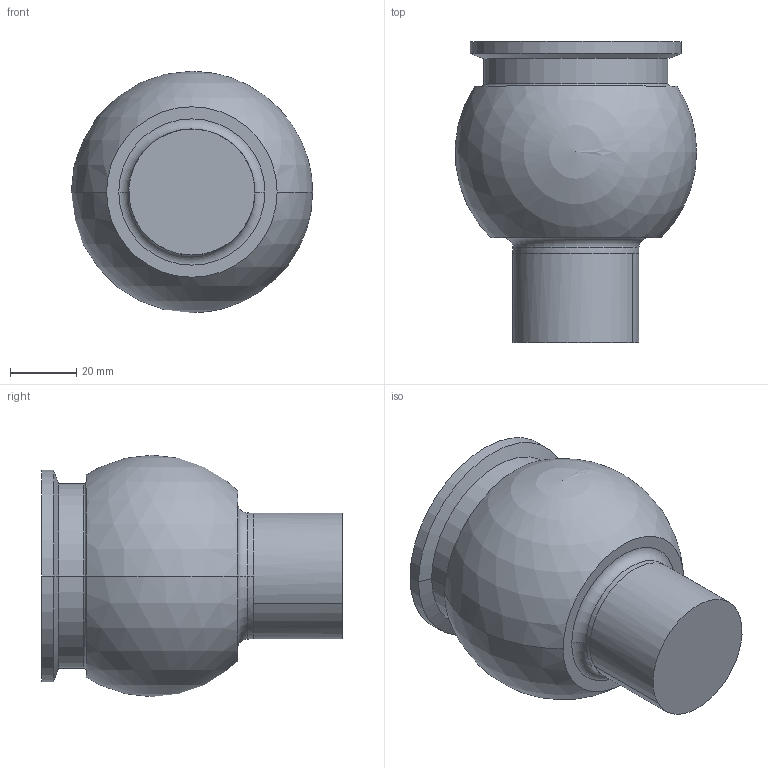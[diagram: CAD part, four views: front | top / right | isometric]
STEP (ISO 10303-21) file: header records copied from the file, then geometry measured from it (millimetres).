
FILE_DESCRIPTION (( 'STEP AP203' ), '1' );
FILE_NAME ('102780.STEP', '2017-10-23T16:40:35', ( '' ), ( '' ), 'SwSTEP 2.0', 'SolidWorks 2014', '' );
FILE_SCHEMA (( 'CONFIG_CONTROL_DESIGN' ));
Length unit declared in the file: inch
Products named in the file (1): 102780
Bounding box: 72.92 x 90.93 x 73 mm (x, y, z)
Volume: 237783.3 mm3; surface area: 22883.1 mm2
Topology: 1 solids, 1 shells, 20 faces, 45 edges, 27 vertices
Faces by surface type: cylinder 8, torus 4, plane 4, sphere 2, cone 2
Entity records: 609 total; most frequent: DIRECTION 112, CARTESIAN_POINT 85, ORIENTED_EDGE 80, AXIS2_PLACEMENT_3D 51, EDGE_CURVE 40, CIRCLE 30, VERTEX_POINT 24, EDGE_LOOP 22
